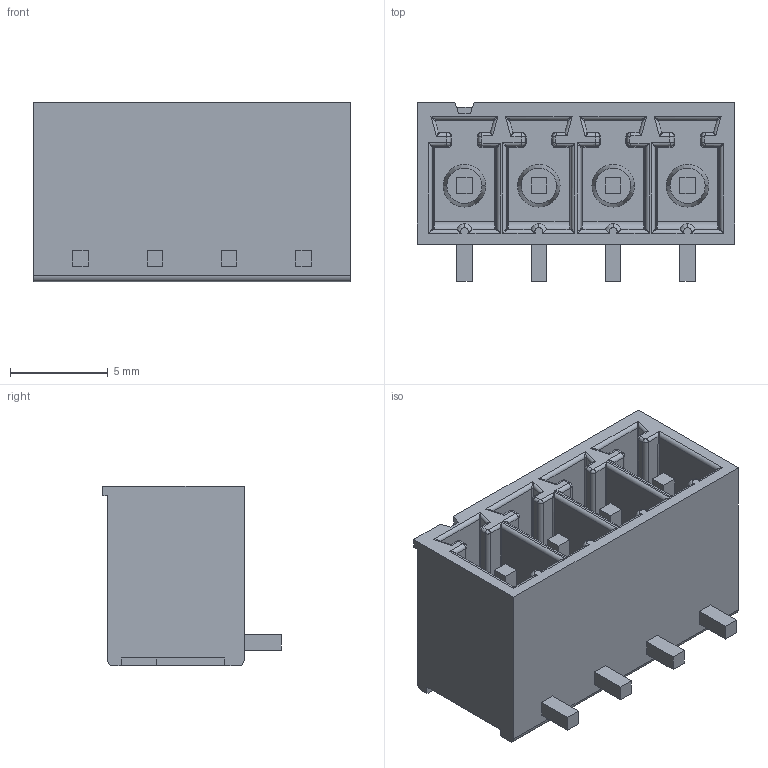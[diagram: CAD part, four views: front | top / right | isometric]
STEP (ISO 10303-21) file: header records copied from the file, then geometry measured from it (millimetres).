
FILE_DESCRIPTION((''),'2;1');
FILE_NAME('C-2342077-4','2019-07-24T03:14:28',('workeradm'),('TE Connectivity Ltd.'),'CREO PARAMETRIC BY PTC INC, 2019030','CREO PARAMETRIC BY PTC INC, 2019030','');
FILE_SCHEMA(('AUTOMOTIVE_DESIGN { 1 0 10303 214 1 1 1 1 }'));
Length unit declared in the file: millimetre
Products named in the file (1): C-2342077-4
Bounding box: 16.24 x 9.15 x 9.2 mm (x, y, z)
Volume: 626.7 mm3; surface area: 1305.1 mm2
Topology: 1 solids, 1 shells, 360 faces, 843 edges, 482 vertices
Faces by surface type: cylinder 134, plane 126, bspline 60, sphere 16, torus 16, cone 8
Entity records: 13433 total; most frequent: CARTESIAN_POINT 5447, ORIENTED_EDGE 1644, DIRECTION 1477, EDGE_CURVE 822, AXIS2_PLACEMENT_3D 505, VERTEX_POINT 480, VECTOR 467, LINE 467
